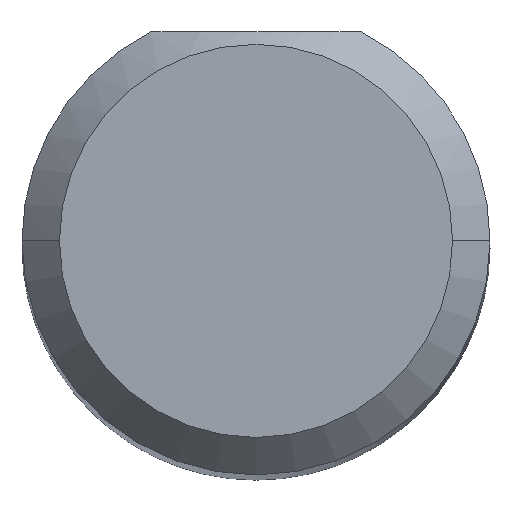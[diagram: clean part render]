
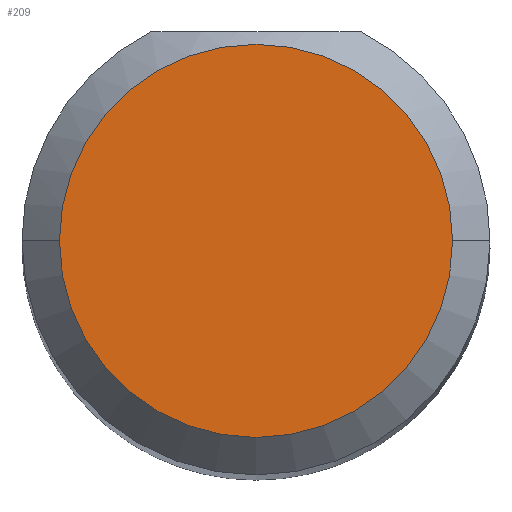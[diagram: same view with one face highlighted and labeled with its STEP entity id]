
A CAD part, top view. The second image highlights one B-rep face of the part: STEP entity #209.
In plain terms, the highlighted planar face has unit normal (0, 0, 1).
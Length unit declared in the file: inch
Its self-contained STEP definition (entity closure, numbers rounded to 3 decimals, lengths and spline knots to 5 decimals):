
#47 = AXIS2_PLACEMENT_3D ( 'NONE', #227, #343, #230 ) ;
#50 = CARTESIAN_POINT ( 'NONE',  ( -0.07875, 0., 2. ) ) ;
#99 = AXIS2_PLACEMENT_3D ( 'NONE', #279, #441, #283 ) ;
#151 = CIRCLE ( 'NONE', #333, 0.07875 ) ;
#209 = ADVANCED_FACE ( 'NONE', ( #359 ), #286, .T. ) ;
#227 = CARTESIAN_POINT ( 'NONE',  ( 0., 0., 2. ) ) ;
#230 = DIRECTION ( 'NONE',  ( 1., 0., 0. ) ) ;
#242 = VERTEX_POINT ( 'NONE', #50 ) ;
#257 = VERTEX_POINT ( 'NONE', #338 ) ;
#274 = DIRECTION ( 'NONE',  ( 0., 0., 1. ) ) ;
#279 = CARTESIAN_POINT ( 'NONE',  ( 0., 0., 2. ) ) ;
#283 = DIRECTION ( 'NONE',  ( 1., 0., 0. ) ) ;
#286 = PLANE ( 'NONE',  #99 ) ;
#294 = EDGE_LOOP ( 'NONE', ( #341, #442 ) ) ;
#333 = AXIS2_PLACEMENT_3D ( 'NONE', #476, #274, #517 ) ;
#338 = CARTESIAN_POINT ( 'NONE',  ( 0.07875, 0., 2. ) ) ;
#341 = ORIENTED_EDGE ( 'NONE', *, *, #370, .T. ) ;
#343 = DIRECTION ( 'NONE',  ( 0., 0., 1. ) ) ;
#359 = FACE_OUTER_BOUND ( 'NONE', #294, .T. ) ;
#370 = EDGE_CURVE ( 'NONE', #242, #257, #374, .T. ) ;
#374 = CIRCLE ( 'NONE', #47, 0.07875 ) ;
#441 = DIRECTION ( 'NONE',  ( 0., 0., 1. ) ) ;
#442 = ORIENTED_EDGE ( 'NONE', *, *, #506, .T. ) ;
#476 = CARTESIAN_POINT ( 'NONE',  ( 0., 0., 2. ) ) ;
#506 = EDGE_CURVE ( 'NONE', #257, #242, #151, .T. ) ;
#517 = DIRECTION ( 'NONE',  ( 1., 0., 0. ) ) ;
